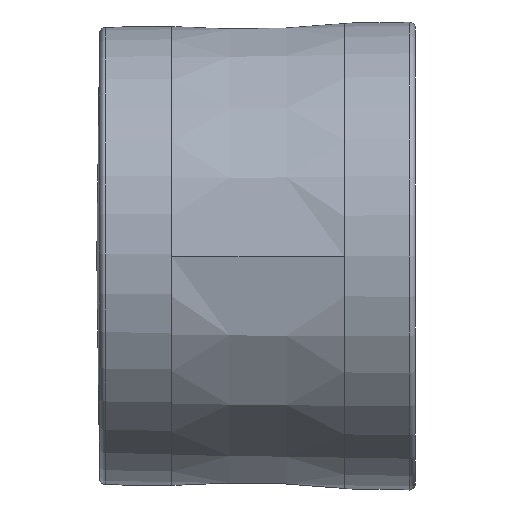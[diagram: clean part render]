
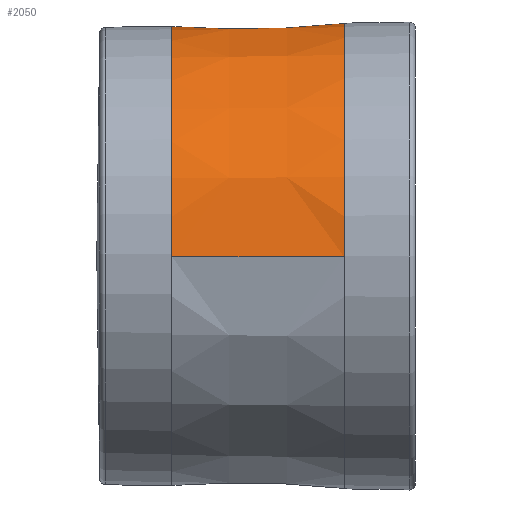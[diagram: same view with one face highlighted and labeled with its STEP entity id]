
A CAD part, left-side view. The second image highlights one B-rep face of the part: STEP entity #2050.
In plain terms, the highlighted conical face has half-angle 1 degrees and reference radius 50.8 mm.
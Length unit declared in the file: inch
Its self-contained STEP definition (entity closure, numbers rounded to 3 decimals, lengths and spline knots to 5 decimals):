
#328 = AXIS2_PLACEMENT_3D ( 'NONE', #2128, #16106, #5951 ) ;
#794 = VECTOR ( 'NONE', #3857, 39.37008 ) ;
#2050 = ADVANCED_FACE ( 'NONE', ( #7248 ), #10266, .T. ) ;
#2128 = CARTESIAN_POINT ( 'NONE',  ( 0., 0., 0. ) ) ;
#2278 = DIRECTION ( 'NONE',  ( -0.017, 0., 1. ) ) ;
#2361 = VERTEX_POINT ( 'NONE', #7799 ) ;
#2497 = CIRCLE ( 'NONE', #9866, 2.02618 ) ;
#2970 = EDGE_LOOP ( 'NONE', ( #3724, #10897, #11037, #3764 ) ) ;
#3724 = ORIENTED_EDGE ( 'NONE', *, *, #11518, .T. ) ;
#3764 = ORIENTED_EDGE ( 'NONE', *, *, #7931, .F. ) ;
#3857 = DIRECTION ( 'NONE',  ( 0.017, 0., 1. ) ) ;
#4140 = LINE ( 'NONE', #7668, #794 ) ;
#4924 = CARTESIAN_POINT ( 'NONE',  ( 2.02618, 0., 1.5 ) ) ;
#5135 = DIRECTION ( 'NONE',  ( 0., 0., 1. ) ) ;
#5549 = CARTESIAN_POINT ( 'NONE',  ( -2.02618, 0., 1.5 ) ) ;
#5951 = DIRECTION ( 'NONE',  ( 1., 0., 0. ) ) ;
#6135 = CARTESIAN_POINT ( 'NONE',  ( 0., 0., 0. ) ) ;
#7093 = CARTESIAN_POINT ( 'NONE',  ( 2., 0., 0. ) ) ;
#7248 = FACE_OUTER_BOUND ( 'NONE', #2970, .T. ) ;
#7308 = CARTESIAN_POINT ( 'NONE',  ( -2., 0., 0. ) ) ;
#7383 = DIRECTION ( 'NONE',  ( 1., 0., 0. ) ) ;
#7668 = CARTESIAN_POINT ( 'NONE',  ( 2., 0., 0. ) ) ;
#7799 = CARTESIAN_POINT ( 'NONE',  ( -2., 0., 0. ) ) ;
#7931 = EDGE_CURVE ( 'NONE', #15238, #14910, #4140, .T. ) ;
#8660 = CIRCLE ( 'NONE', #11632, 2. ) ;
#8832 = LINE ( 'NONE', #7308, #9232 ) ;
#9152 = EDGE_CURVE ( 'NONE', #14910, #12276, #2497, .T. ) ;
#9232 = VECTOR ( 'NONE', #2278, 39.37008 ) ;
#9866 = AXIS2_PLACEMENT_3D ( 'NONE', #12754, #5135, #14013 ) ;
#10266 = CONICAL_SURFACE ( 'NONE', #328, 2., 0.017 ) ;
#10897 = ORIENTED_EDGE ( 'NONE', *, *, #15778, .T. ) ;
#11037 = ORIENTED_EDGE ( 'NONE', *, *, #9152, .F. ) ;
#11518 = EDGE_CURVE ( 'NONE', #15238, #2361, #8660, .T. ) ;
#11632 = AXIS2_PLACEMENT_3D ( 'NONE', #6135, #15003, #7383 ) ;
#12276 = VERTEX_POINT ( 'NONE', #5549 ) ;
#12754 = CARTESIAN_POINT ( 'NONE',  ( 0., 0., 1.5 ) ) ;
#14013 = DIRECTION ( 'NONE',  ( 1., 0., 0. ) ) ;
#14910 = VERTEX_POINT ( 'NONE', #4924 ) ;
#15003 = DIRECTION ( 'NONE',  ( 0., 0., 1. ) ) ;
#15238 = VERTEX_POINT ( 'NONE', #7093 ) ;
#15778 = EDGE_CURVE ( 'NONE', #2361, #12276, #8832, .T. ) ;
#16106 = DIRECTION ( 'NONE',  ( 0., 0., 1. ) ) ;
